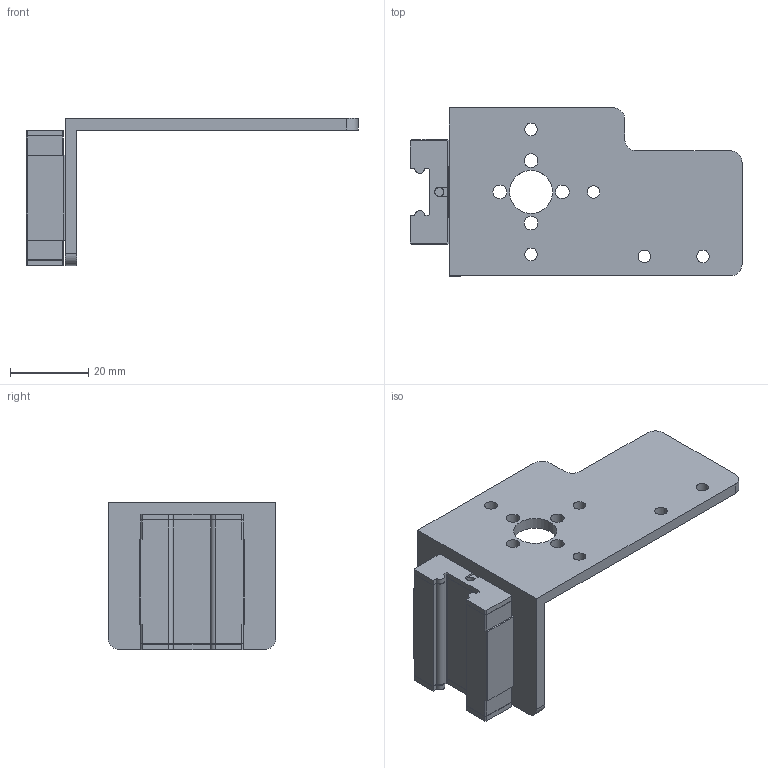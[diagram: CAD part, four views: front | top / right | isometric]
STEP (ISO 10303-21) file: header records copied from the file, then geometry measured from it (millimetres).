
FILE_DESCRIPTION(/* description */ (''),/* implementation_level */ '2;1');
FILE_NAME(/* name */ 'z-bracket mockup(Mirror).step',/* time_stamp */ '2024-05-13T05:32:21+08:00',/* author */ (''),/* organization */ (''),/* preprocessor_version */ 'ST-DEVELOPER v20',/* originating_system */ 'Autodesk Translation Framework v12.20.1.177',/* authorisation */ '');
FILE_SCHEMA (('AUTOMOTIVE_DESIGN { 1 0 10303 214 3 1 1 }'));
Length unit declared in the file: millimetre
Products named in the file (1): z-bracket mockup(Mirror)
Bounding box: 85 x 43 x 37.7 mm (x, y, z)
Volume: 19531.6 mm3; surface area: 12844.6 mm2
Topology: 1 solids, 1 shells, 176 faces, 462 edges, 288 vertices
Faces by surface type: plane 133, cylinder 35, cone 8
Full cylindrical faces by diameter (mm): 2.3 x2, 2.459 x4, 3.2 x9, 3.5 x4, 11 x1
Entity records: 5373 total; most frequent: CARTESIAN_POINT 923, ORIENTED_EDGE 916, DIRECTION 886, EDGE_CURVE 458, LINE 384, VECTOR 384, VERTEX_POINT 288, AXIS2_PLACEMENT_3D 251
